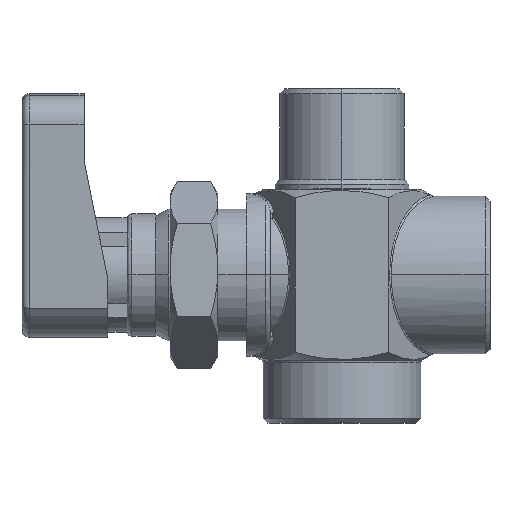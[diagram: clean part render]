
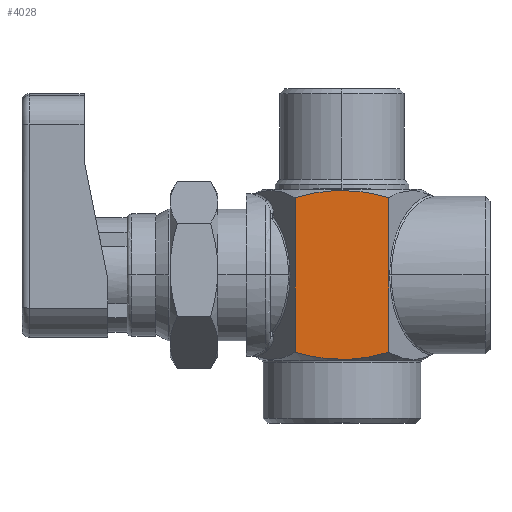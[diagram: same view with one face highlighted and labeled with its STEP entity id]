
A CAD part, top view. The second image highlights one B-rep face of the part: STEP entity #4028.
In plain terms, the highlighted planar face has unit normal (0, 0, 1).
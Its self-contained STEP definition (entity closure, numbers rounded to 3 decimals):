
#390 = LINE ( 'NONE', #7106, #393 ) ;
#392 = LINE ( 'NONE', #7143, #395 ) ;
#393 = VECTOR ( 'NONE', #7113, 1000. ) ;
#395 = VECTOR ( 'NONE', #7153, 1000. ) ;
#2687 = CARTESIAN_POINT ( 'NONE',  ( 4.907, -12.904, 8.5 ) ) ;
#2689 = CARTESIAN_POINT ( 'NONE',  ( 4.114, -12.675, 8.5 ) ) ;
#2699 = CARTESIAN_POINT ( 'NONE',  ( 3.311, -12.484, 8.5 ) ) ;
#2700 = CARTESIAN_POINT ( 'NONE',  ( 1.672, -12.218, 8.5 ) ) ;
#2701 = CARTESIAN_POINT ( 'NONE',  ( 0.831, -12.144, 8.5 ) ) ;
#2702 = CARTESIAN_POINT ( 'NONE',  ( -0.828, -12.144, 8.5 ) ) ;
#2703 = CARTESIAN_POINT ( 'NONE',  ( -1.652, -12.216, 8.5 ) ) ;
#2704 = CARTESIAN_POINT ( 'NONE',  ( -3.291, -12.48, 8.5 ) ) ;
#2705 = CARTESIAN_POINT ( 'NONE',  ( -4.109, -12.673, 8.5 ) ) ;
#2706 = CARTESIAN_POINT ( 'NONE',  ( -4.907, -12.904, 8.5 ) ) ;
#2740 = CARTESIAN_POINT ( 'NONE',  ( -4.907, -29.096, 8.5 ) ) ;
#2742 = CARTESIAN_POINT ( 'NONE',  ( -4.109, -29.327, 8.5 ) ) ;
#2750 = CARTESIAN_POINT ( 'NONE',  ( -3.291, -29.52, 8.5 ) ) ;
#2751 = CARTESIAN_POINT ( 'NONE',  ( -1.652, -29.784, 8.5 ) ) ;
#2752 = CARTESIAN_POINT ( 'NONE',  ( -0.828, -29.856, 8.5 ) ) ;
#2753 = CARTESIAN_POINT ( 'NONE',  ( 0.831, -29.856, 8.5 ) ) ;
#2754 = CARTESIAN_POINT ( 'NONE',  ( 1.672, -29.782, 8.5 ) ) ;
#2755 = CARTESIAN_POINT ( 'NONE',  ( 3.311, -29.516, 8.5 ) ) ;
#2756 = CARTESIAN_POINT ( 'NONE',  ( 4.114, -29.325, 8.5 ) ) ;
#2757 = CARTESIAN_POINT ( 'NONE',  ( 4.907, -29.096, 8.5 ) ) ;
#4028 = ADVANCED_FACE ( 'NONE', ( #13111 ), #11509, .T. ) ;
#4596 = EDGE_LOOP ( 'NONE', ( #10640, #10641, #10642, #10643 ) ) ;
#4904 = EDGE_CURVE ( 'NONE', #17830, #17871, #390, .T. ) ;
#4907 = EDGE_CURVE ( 'NONE', #17826, #17837, #392, .T. ) ;
#5778 = CARTESIAN_POINT ( 'NONE',  ( -4.907, -29.096, 8.5 ) ) ;
#5782 = CARTESIAN_POINT ( 'NONE',  ( 4.907, -29.096, 8.5 ) ) ;
#5789 = CARTESIAN_POINT ( 'NONE',  ( -4.907, -12.904, 8.5 ) ) ;
#5823 = CARTESIAN_POINT ( 'NONE',  ( 4.907, -12.904, 8.5 ) ) ;
#7106 = CARTESIAN_POINT ( 'NONE',  ( 4.907, -43., 8.5 ) ) ;
#7113 = DIRECTION ( 'NONE',  ( 0., 1., 0. ) ) ;
#7143 = CARTESIAN_POINT ( 'NONE',  ( -4.907, -43., 8.5 ) ) ;
#7153 = DIRECTION ( 'NONE',  ( 0., 1., 0. ) ) ;
#10640 = ORIENTED_EDGE ( 'NONE', *, *, #11899, .T. ) ;
#10641 = ORIENTED_EDGE ( 'NONE', *, *, #4904, .T. ) ;
#10642 = ORIENTED_EDGE ( 'NONE', *, *, #11890, .T. ) ;
#10643 = ORIENTED_EDGE ( 'NONE', *, *, #4907, .F. ) ;
#11509 = PLANE ( 'NONE',  #16093 ) ;
#11511 = CARTESIAN_POINT ( 'NONE',  ( -4.907, -43., 8.5 ) ) ;
#11516 = DIRECTION ( 'NONE',  ( 0., 0., 1. ) ) ;
#11517 = DIRECTION ( 'NONE',  ( 1., 0., 0. ) ) ;
#11890 = EDGE_CURVE ( 'NONE', #17871, #17837, #12132, .T. ) ;
#11899 = EDGE_CURVE ( 'NONE', #17826, #17830, #12138, .T. ) ;
#12132 = B_SPLINE_CURVE_WITH_KNOTS ( 'NONE', 3,
 ( #2687, #2689, #2699, #2700, #2701, #2702, #2703, #2704, #2705, #2706 ),
 .UNSPECIFIED., .F., .F.,
 ( 4, 2, 2, 2, 4 ),
 ( 0.022, 0.024, 0.027, 0.029, 0.032 ),
 .UNSPECIFIED. ) ;
#12138 = B_SPLINE_CURVE_WITH_KNOTS ( 'NONE', 3,
 ( #2740, #2742, #2750, #2751, #2752, #2753, #2754, #2755, #2756, #2757 ),
 .UNSPECIFIED., .F., .F.,
 ( 4, 2, 2, 2, 4 ),
 ( 0.009, 0.011, 0.014, 0.016, 0.019 ),
 .UNSPECIFIED. ) ;
#13111 = FACE_OUTER_BOUND ( 'NONE', #4596, .T. ) ;
#16093 = AXIS2_PLACEMENT_3D ( 'NONE', #11511, #11516, #11517 ) ;
#17826 = VERTEX_POINT ( 'NONE', #5778 ) ;
#17830 = VERTEX_POINT ( 'NONE', #5782 ) ;
#17837 = VERTEX_POINT ( 'NONE', #5789 ) ;
#17871 = VERTEX_POINT ( 'NONE', #5823 ) ;
